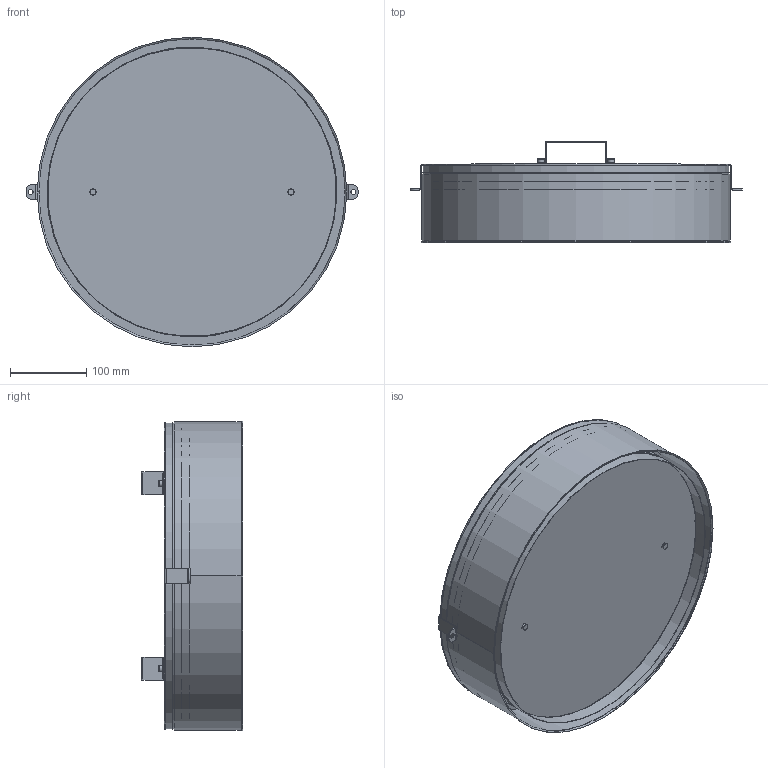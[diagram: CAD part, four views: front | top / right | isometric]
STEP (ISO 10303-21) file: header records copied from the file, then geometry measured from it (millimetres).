
FILE_DESCRIPTION(/* description */ ('Renslock EI 60'),/* implementation_level */ '2;1');
FILE_NAME(/* name */ 'HF3-0009.stp',/* time_stamp */ '2017-01-26T01:58:23-08:00',/* author */ ('CAD'),/* organization */ (''),/* preprocessor_version */ 'ST-DEVELOPER v16.5',/* originating_system */ 'Autodesk Inventor 2017',/* authorisation */ '');
FILE_SCHEMA (('AUTOMOTIVE_DESIGN { 1 0 10303 214 3 1 1 }'));
Length unit declared in the file: millimetre
Products named in the file (14): HRL-3H-6; HRL-3H-AD-6; 999177_Ø403; 999220_Ø380; HRL-3H-AC-6; HRL-3H-AB-6; HRL-3H-AA-6; Blindnitmutter M5; 116032; 112075; ISO 4014 - M5 x 70; HÄLHH-AC; ISO 4762 - M5 x 20; ISO 7089 - 5 - 140 HV
Assembly tree (28 placements, depth 3):
  HRL-3H-6
    HRL-3H-AD-6
    999177_Ø403  x3
    999220_Ø380
    HRL-3H-AC-6
      HRL-3H-AB-6
      HRL-3H-AA-6
      Blindnitmutter M5  x6
    ISO 4014 - M5 x 70  x2
    116032
    112075
    HÄLHH-AC  x2
    ISO 4762 - M5 x 20  x4
    ISO 7089 - 5 - 140 HV  x4
Bounding box: 436.5 x 133 x 407.2 mm (x, y, z)
Volume: 10134339.4 mm3; surface area: 2237048.7 mm2
Topology: 27 solids, 27 shells, 605 faces, 1366 edges, 821 vertices
Faces by surface type: plane 231, cylinder 201, cone 118, torus 55
Full cylindrical faces by diameter (mm): 4.134 x36, 5 x48, 5.3 x4, 5.5 x8, 5.6 x6, 6.6 x2, 6.88 x2, 7 x12, 7.5 x6, 8.5 x4, 9 x6, 10 x4, 380 x4, 381.2 x2, 403 x3, 403.2 x1, 403.5 x1, 405.2 x1, 407.2 x1
Entity records: 8746 total; most frequent: DIRECTION 1570, CARTESIAN_POINT 1430, ORIENTED_EDGE 1212, AXIS2_PLACEMENT_3D 654, EDGE_CURVE 606, EDGE_LOOP 410, VERTEX_POINT 396, CIRCLE 318
